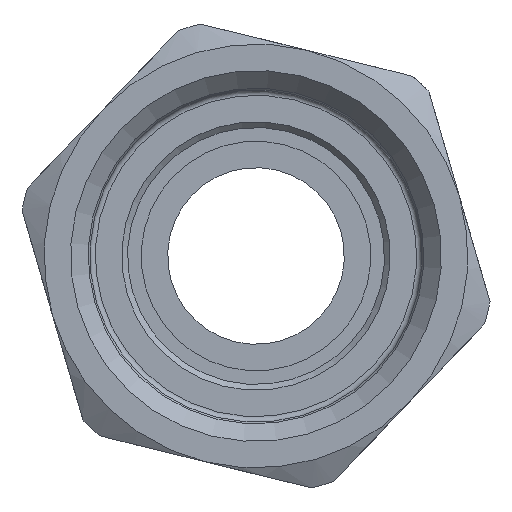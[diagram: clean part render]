
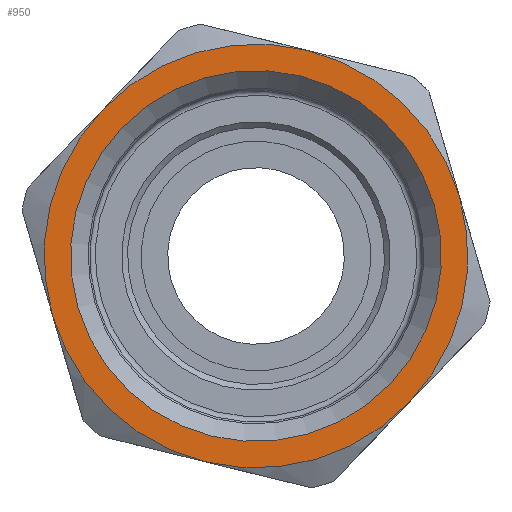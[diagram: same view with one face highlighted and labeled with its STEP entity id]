
A CAD part, left-side view. The second image highlights one B-rep face of the part: STEP entity #950.
In plain terms, the highlighted planar face has unit normal (-1, 0, 0).
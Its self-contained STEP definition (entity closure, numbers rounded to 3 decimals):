
#21=PLANE('',#1321);
#202=ORIENTED_EDGE('',*,*,#465,.T.);
#203=ORIENTED_EDGE('',*,*,#466,.T.);
#204=ORIENTED_EDGE('',*,*,#431,.T.);
#205=ORIENTED_EDGE('',*,*,#435,.T.);
#206=ORIENTED_EDGE('',*,*,#439,.T.);
#207=ORIENTED_EDGE('',*,*,#443,.T.);
#208=ORIENTED_EDGE('',*,*,#447,.T.);
#431=EDGE_CURVE('',#563,#565,#655,.T.);
#435=EDGE_CURVE('',#565,#568,#657,.T.);
#439=EDGE_CURVE('',#568,#571,#659,.T.);
#443=EDGE_CURVE('',#571,#574,#661,.T.);
#447=EDGE_CURVE('',#574,#577,#663,.T.);
#465=EDGE_CURVE('',#591,#591,#671,.F.);
#466=EDGE_CURVE('',#577,#563,#672,.T.);
#563=VERTEX_POINT('',#1742);
#565=VERTEX_POINT('',#1749);
#568=VERTEX_POINT('',#1763);
#571=VERTEX_POINT('',#1777);
#574=VERTEX_POINT('',#1792);
#577=VERTEX_POINT('',#1806);
#591=VERTEX_POINT('',#1846);
#655=CIRCLE('',#1295,12.);
#657=CIRCLE('',#1298,12.);
#659=CIRCLE('',#1301,12.);
#661=CIRCLE('',#1304,12.);
#663=CIRCLE('',#1307,12.);
#671=CIRCLE('',#1322,10.5);
#672=CIRCLE('',#1323,12.);
#734=EDGE_LOOP('',(#202));
#735=EDGE_LOOP('',(#203,#204,#205,#206,#207,#208));
#832=FACE_BOUND('',#734,.T.);
#833=FACE_BOUND('',#735,.T.);
#950=ADVANCED_FACE('',(#832,#833),#21,.T.);
#1295=AXIS2_PLACEMENT_3D('',#1750,#1440,#1441);
#1298=AXIS2_PLACEMENT_3D('',#1764,#1446,#1447);
#1301=AXIS2_PLACEMENT_3D('',#1778,#1452,#1453);
#1304=AXIS2_PLACEMENT_3D('',#1793,#1458,#1459);
#1307=AXIS2_PLACEMENT_3D('',#1807,#1464,#1465);
#1321=AXIS2_PLACEMENT_3D('',#1844,#1502,#1503);
#1322=AXIS2_PLACEMENT_3D('',#1845,#1504,#1505);
#1323=AXIS2_PLACEMENT_3D('',#1847,#1506,#1507);
#1440=DIRECTION('',(-1.,0.,0.));
#1441=DIRECTION('',(0.,-0.692,0.722));
#1446=DIRECTION('',(-1.,0.,0.));
#1447=DIRECTION('',(0.,-0.692,0.722));
#1452=DIRECTION('',(-1.,0.,0.));
#1453=DIRECTION('',(0.,-0.692,0.722));
#1458=DIRECTION('',(-1.,0.,0.));
#1459=DIRECTION('',(0.,-0.692,0.722));
#1464=DIRECTION('',(-1.,0.,0.));
#1465=DIRECTION('',(0.,-0.692,0.722));
#1502=DIRECTION('',(-1.,0.,0.));
#1503=DIRECTION('',(0.,-0.692,0.722));
#1504=DIRECTION('',(-1.,0.,0.));
#1505=DIRECTION('',(0.,-0.692,0.722));
#1506=DIRECTION('',(-1.,0.,0.));
#1507=DIRECTION('',(0.,-0.692,0.722));
#1742=CARTESIAN_POINT('',(0.,8.658,8.309));
#1749=CARTESIAN_POINT('',(0.,11.525,-3.344));
#1750=CARTESIAN_POINT('',(0.,0.,0.));
#1763=CARTESIAN_POINT('',(0.,2.866,-11.653));
#1764=CARTESIAN_POINT('',(0.,0.,0.));
#1777=CARTESIAN_POINT('',(0.,-8.658,-8.309));
#1778=CARTESIAN_POINT('',(0.,0.,0.));
#1792=CARTESIAN_POINT('',(0.,-11.525,3.344));
#1793=CARTESIAN_POINT('',(0.,0.,0.));
#1806=CARTESIAN_POINT('',(0.,-2.866,11.653));
#1807=CARTESIAN_POINT('',(0.,0.,0.));
#1844=CARTESIAN_POINT('',(0.,-6.578,6.855));
#1845=CARTESIAN_POINT('',(0.,0.,0.));
#1846=CARTESIAN_POINT('',(0.,-7.27,7.576));
#1847=CARTESIAN_POINT('',(0.,0.,0.));
